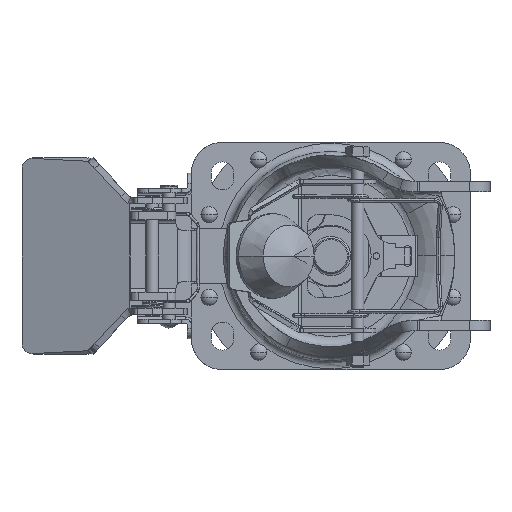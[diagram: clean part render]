
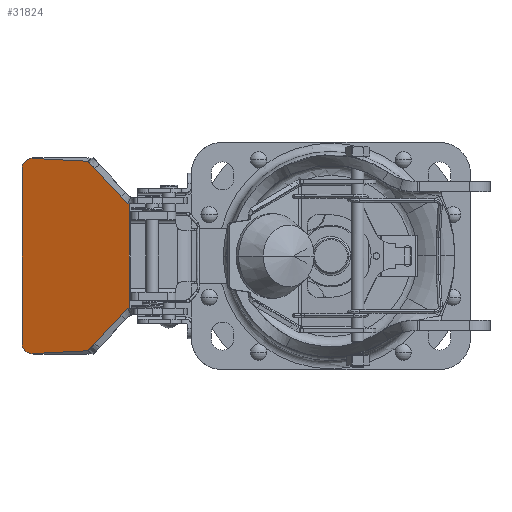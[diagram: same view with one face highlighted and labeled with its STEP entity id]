
A CAD part, front view. The second image highlights one B-rep face of the part: STEP entity #31824.
In plain terms, the highlighted planar face has unit normal (-0.342, -0.94, 0).
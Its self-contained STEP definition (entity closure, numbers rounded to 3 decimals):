
#51 = VERTEX_POINT ( 'NONE', #22615 ) ;
#729 = EDGE_CURVE ( 'NONE', #37636, #6498, #12752, .T. ) ;
#1262 = CARTESIAN_POINT ( 'NONE',  ( -98.026, 27.181, 47.5 ) ) ;
#1636 = CARTESIAN_POINT ( 'NONE',  ( -144.601, 44.133, 47.246 ) ) ;
#1926 = CARTESIAN_POINT ( 'NONE',  ( -146.318, 44.758, 46.996 ) ) ;
#2489 = CARTESIAN_POINT ( 'NONE',  ( -149.014, 45.739, 44.516 ) ) ;
#2521 = VERTEX_POINT ( 'NONE', #5292 ) ;
#2584 = CARTESIAN_POINT ( 'NONE',  ( -148.513, 45.557, -45.364 ) ) ;
#2776 = CARTESIAN_POINT ( 'NONE',  ( -148.861, 45.683, 44.812 ) ) ;
#3324 = CARTESIAN_POINT ( 'NONE',  ( -149.526, 45.925, 42.232 ) ) ;
#3732 = EDGE_CURVE ( 'NONE', #49056, #2521, #33024, .T. ) ;
#4179 = CARTESIAN_POINT ( 'NONE',  ( -97.529, 27., 25.25 ) ) ;
#4538 = CARTESIAN_POINT ( 'NONE',  ( -117.66, 34.327, -45.856 ) ) ;
#4539 = CARTESIAN_POINT ( 'NONE',  ( -97.529, 27., 25.25 ) ) ;
#4755 = VERTEX_POINT ( 'NONE', #48921 ) ;
#5292 = CARTESIAN_POINT ( 'NONE',  ( -98.298, 27.28, 25.25 ) ) ;
#5956 = VECTOR ( 'NONE', #12078, 1000. ) ;
#6167 = CARTESIAN_POINT ( 'NONE',  ( -146.165, 44.702, 47.047 ) ) ;
#6255 = CARTESIAN_POINT ( 'NONE',  ( -117.66, 34.327, -45.856 ) ) ;
#6490 = CARTESIAN_POINT ( 'NONE',  ( -144.601, 44.133, -47.246 ) ) ;
#6498 = VERTEX_POINT ( 'NONE', #54100 ) ;
#7674 = ORIENTED_EDGE ( 'NONE', *, *, #729, .F. ) ;
#9055 = DIRECTION ( 'NONE',  ( 0.664, -0.242, 0.707 ) ) ;
#10391 = CARTESIAN_POINT ( 'NONE',  ( -145.858, 44.59, 47.132 ) ) ;
#10415 = LINE ( 'NONE', #49639, #40846 ) ;
#11060 = CARTESIAN_POINT ( 'NONE',  ( -149.267, 45.831, -43.885 ) ) ;
#11365 = DIRECTION ( 'NONE',  ( 0.664, -0.242, -0.707 ) ) ;
#12046 = ORIENTED_EDGE ( 'NONE', *, *, #21725, .T. ) ;
#12078 = DIRECTION ( 'NONE',  ( 0., 0., -1. ) ) ;
#12752 = LINE ( 'NONE', #4539, #38181 ) ;
#14045 = EDGE_CURVE ( 'NONE', #33166, #19404, #50867, .T. ) ;
#14097 = EDGE_CURVE ( 'NONE', #33166, #22576, #39797, .T. ) ;
#14218 = VECTOR ( 'NONE', #9055, 1000. ) ;
#14941 = CARTESIAN_POINT ( 'NONE',  ( -147.586, 45.219, 46.31 ) ) ;
#15528 = CARTESIAN_POINT ( 'NONE',  ( -147.841, 45.312, 46.098 ) ) ;
#15621 = CARTESIAN_POINT ( 'NONE',  ( -148.872, 45.687, -44.809 ) ) ;
#15796 = CARTESIAN_POINT ( 'NONE',  ( -149.526, 45.925, 42.232 ) ) ;
#15879 = CARTESIAN_POINT ( 'NONE',  ( -149.211, 45.811, -44.046 ) ) ;
#16077 = CARTESIAN_POINT ( 'NONE',  ( -148.776, 45.653, 44.958 ) ) ;
#16146 = ORIENTED_EDGE ( 'NONE', *, *, #29086, .T. ) ;
#16165 = CARTESIAN_POINT ( 'NONE',  ( -147.193, 45.076, -46.572 ) ) ;
#16314 = PLANE ( 'NONE',  #19259 ) ;
#17345 = CARTESIAN_POINT ( 'NONE',  ( -98.298, 27.28, 25.25 ) ) ;
#17601 = EDGE_CURVE ( 'NONE', #51, #53902, #42263, .T. ) ;
#17827 = VECTOR ( 'NONE', #11365, 1000. ) ;
#17935 = ORIENTED_EDGE ( 'NONE', *, *, #3732, .F. ) ;
#18114 = DIRECTION ( 'NONE',  ( 0., 0., -1. ) ) ;
#18917 = CARTESIAN_POINT ( 'NONE',  ( -144.921, 44.249, 47.262 ) ) ;
#19259 = AXIS2_PLACEMENT_3D ( 'NONE', #1262, #30849, #35090 ) ;
#19404 = VERTEX_POINT ( 'NONE', #6490 ) ;
#19864 = CARTESIAN_POINT ( 'NONE',  ( -146.179, 44.707, -47.051 ) ) ;
#20494 = DIRECTION ( 'NONE',  ( 0.94, -0.342, 0. ) ) ;
#21036 = DIRECTION ( 'NONE',  ( -0.939, 0.342, 0.048 ) ) ;
#21663 = EDGE_LOOP ( 'NONE', ( #52332, #39408, #51654, #7674, #34911, #17935, #43963, #12046, #28970, #16146 ) ) ;
#21725 = EDGE_CURVE ( 'NONE', #4755, #51, #27744, .T. ) ;
#21872 = CARTESIAN_POINT ( 'NONE',  ( -117.66, 34.327, 45.856 ) ) ;
#22576 = VERTEX_POINT ( 'NONE', #42598 ) ;
#22615 = CARTESIAN_POINT ( 'NONE',  ( -149.526, 45.925, 42.232 ) ) ;
#23507 = CARTESIAN_POINT ( 'NONE',  ( -146.766, 44.921, 46.817 ) ) ;
#23881 = CARTESIAN_POINT ( 'NONE',  ( -147.053, 45.025, -46.656 ) ) ;
#24637 = CARTESIAN_POINT ( 'NONE',  ( -148.299, 45.479, 45.632 ) ) ;
#24915 = CARTESIAN_POINT ( 'NONE',  ( -149.366, 45.867, 43.576 ) ) ;
#25145 = VECTOR ( 'NONE', #21036, 1000. ) ;
#25200 = CARTESIAN_POINT ( 'NONE',  ( -149.27, 45.832, 43.901 ) ) ;
#27654 = EDGE_CURVE ( 'NONE', #22576, #6498, #10415, .T. ) ;
#27744 = B_SPLINE_CURVE_WITH_KNOTS ( 'NONE', 3,
 ( #1636, #18917, #32040, #49337, #10391, #6167, #1926, #23507, #40872, #14941, #15528, #24637, #28622, #16077, #2776, #2489, #33177, #25200, #24915, #54737, #55313, #15796 ),
 .UNSPECIFIED., .F., .F.,
 ( 4, 2, 2, 2, 2, 2, 2, 2, 2, 2, 4 ),
 ( 0., 0.001, 0.002, 0.002, 0.003, 0.004, 0.005, 0.006, 0.006, 0.007, 0.008 ),
 .UNSPECIFIED. ) ;
#28212 = LINE ( 'NONE', #17345, #52619 ) ;
#28432 = CARTESIAN_POINT ( 'NONE',  ( -144.921, 44.249, -47.262 ) ) ;
#28622 = CARTESIAN_POINT ( 'NONE',  ( -148.504, 45.553, 45.376 ) ) ;
#28970 = ORIENTED_EDGE ( 'NONE', *, *, #17601, .T. ) ;
#29000 = CARTESIAN_POINT ( 'NONE',  ( -149.361, 45.865, -43.563 ) ) ;
#29086 = EDGE_CURVE ( 'NONE', #53902, #19404, #46934, .T. ) ;
#29301 = DIRECTION ( 'NONE',  ( -0.939, 0.342, -0.048 ) ) ;
#30730 = LINE ( 'NONE', #21872, #25145 ) ;
#30849 = DIRECTION ( 'NONE',  ( -0.342, -0.94, 0. ) ) ;
#31228 = DIRECTION ( 'NONE',  ( 0.94, -0.342, 0. ) ) ;
#31824 = ADVANCED_FACE ( 'NONE', ( #42236 ), #16314, .T. ) ;
#32040 = CARTESIAN_POINT ( 'NONE',  ( -145.237, 44.364, 47.244 ) ) ;
#32465 = VECTOR ( 'NONE', #29301, 1000. ) ;
#33024 = LINE ( 'NONE', #50320, #17827 ) ;
#33166 = VERTEX_POINT ( 'NONE', #6255 ) ;
#33177 = CARTESIAN_POINT ( 'NONE',  ( -149.084, 45.764, 44.365 ) ) ;
#33271 = CARTESIAN_POINT ( 'NONE',  ( -147.846, 45.314, -46.093 ) ) ;
#34911 = ORIENTED_EDGE ( 'NONE', *, *, #48631, .F. ) ;
#35090 = DIRECTION ( 'NONE',  ( -0.94, 0.342, 0. ) ) ;
#36683 = CARTESIAN_POINT ( 'NONE',  ( -145.871, 44.595, -47.138 ) ) ;
#37636 = VERTEX_POINT ( 'NONE', #4179 ) ;
#37814 = CARTESIAN_POINT ( 'NONE',  ( -149.526, 45.925, -42.232 ) ) ;
#38181 = VECTOR ( 'NONE', #18114, 1000. ) ;
#39408 = ORIENTED_EDGE ( 'NONE', *, *, #14097, .T. ) ;
#39797 = LINE ( 'NONE', #4538, #14218 ) ;
#40846 = VECTOR ( 'NONE', #31228, 1000. ) ;
#40872 = CARTESIAN_POINT ( 'NONE',  ( -147.05, 45.024, 46.668 ) ) ;
#42236 = FACE_OUTER_BOUND ( 'NONE', #21663, .T. ) ;
#42263 = LINE ( 'NONE', #3324, #5956 ) ;
#42363 = CARTESIAN_POINT ( 'NONE',  ( -149.526, 45.925, -42.573 ) ) ;
#42598 = CARTESIAN_POINT ( 'NONE',  ( -98.298, 27.28, -25.25 ) ) ;
#43963 = ORIENTED_EDGE ( 'NONE', *, *, #55992, .T. ) ;
#45759 = CARTESIAN_POINT ( 'NONE',  ( -144.601, 44.133, -47.246 ) ) ;
#46324 = CARTESIAN_POINT ( 'NONE',  ( -148.303, 45.48, -45.626 ) ) ;
#46599 = CARTESIAN_POINT ( 'NONE',  ( -146.768, 44.922, -46.807 ) ) ;
#46934 = B_SPLINE_CURVE_WITH_KNOTS ( 'NONE', 3,
 ( #37814, #42363, #54556, #50855, #29000, #11060, #15879, #54834, #15621, #2584, #46324, #33271, #55112, #16165, #23881, #46599, #50567, #19864, #36683, #53992, #28432, #45759 ),
 .UNSPECIFIED., .F., .F.,
 ( 4, 2, 2, 2, 2, 2, 2, 2, 2, 2, 4 ),
 ( 0., 0.001, 0.002, 0.002, 0.003, 0.004, 0.005, 0.006, 0.006, 0.007, 0.008 ),
 .UNSPECIFIED. ) ;
#47982 = CARTESIAN_POINT ( 'NONE',  ( -117.66, 34.327, 45.856 ) ) ;
#48631 = EDGE_CURVE ( 'NONE', #2521, #37636, #28212, .T. ) ;
#48921 = CARTESIAN_POINT ( 'NONE',  ( -144.601, 44.133, 47.246 ) ) ;
#49056 = VERTEX_POINT ( 'NONE', #47982 ) ;
#49337 = CARTESIAN_POINT ( 'NONE',  ( -145.703, 44.534, 47.167 ) ) ;
#49639 = CARTESIAN_POINT ( 'NONE',  ( -98.298, 27.28, -25.25 ) ) ;
#50320 = CARTESIAN_POINT ( 'NONE',  ( -117.66, 34.327, 45.856 ) ) ;
#50567 = CARTESIAN_POINT ( 'NONE',  ( -146.623, 44.869, -46.874 ) ) ;
#50855 = CARTESIAN_POINT ( 'NONE',  ( -149.4, 45.879, -43.4 ) ) ;
#50867 = LINE ( 'NONE', #51148, #32465 ) ;
#51148 = CARTESIAN_POINT ( 'NONE',  ( -117.66, 34.327, -45.856 ) ) ;
#51654 = ORIENTED_EDGE ( 'NONE', *, *, #27654, .T. ) ;
#52332 = ORIENTED_EDGE ( 'NONE', *, *, #14045, .F. ) ;
#52619 = VECTOR ( 'NONE', #20494, 1000. ) ;
#53902 = VERTEX_POINT ( 'NONE', #54275 ) ;
#53992 = CARTESIAN_POINT ( 'NONE',  ( -145.239, 44.365, -47.244 ) ) ;
#54100 = CARTESIAN_POINT ( 'NONE',  ( -97.529, 27., -25.25 ) ) ;
#54275 = CARTESIAN_POINT ( 'NONE',  ( -149.526, 45.925, -42.232 ) ) ;
#54556 = CARTESIAN_POINT ( 'NONE',  ( -149.494, 45.914, -42.907 ) ) ;
#54737 = CARTESIAN_POINT ( 'NONE',  ( -149.494, 45.914, 42.91 ) ) ;
#54834 = CARTESIAN_POINT ( 'NONE',  ( -149.024, 45.743, -44.514 ) ) ;
#55112 = CARTESIAN_POINT ( 'NONE',  ( -147.597, 45.223, -46.301 ) ) ;
#55313 = CARTESIAN_POINT ( 'NONE',  ( -149.526, 45.925, 42.573 ) ) ;
#55992 = EDGE_CURVE ( 'NONE', #49056, #4755, #30730, .T. ) ;
